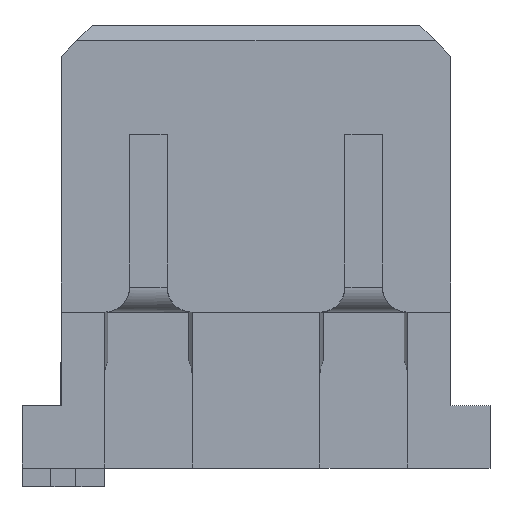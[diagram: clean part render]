
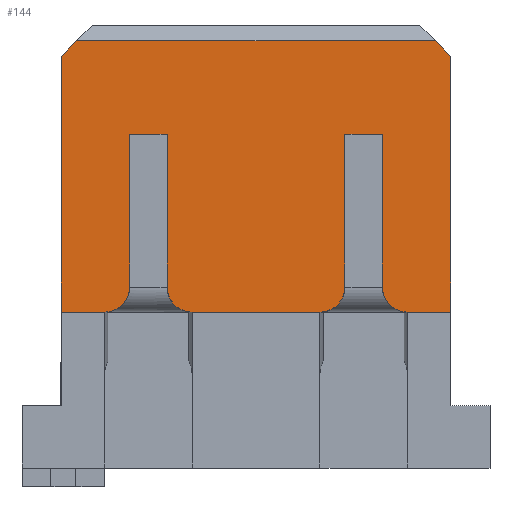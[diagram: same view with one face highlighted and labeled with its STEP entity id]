
A CAD part, top view. The second image highlights one B-rep face of the part: STEP entity #144.
In plain terms, the highlighted planar face has unit normal (0, 0, 1).
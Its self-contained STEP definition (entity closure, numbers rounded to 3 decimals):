
#32 = LINE ( 'NONE', #990, #1990 ) ;
#39 = VECTOR ( 'NONE', #2758, 1000. ) ;
#56 = CARTESIAN_POINT ( 'NONE',  ( 3.174, -3.8, 2.85 ) ) ;
#68 = AXIS2_PLACEMENT_3D ( 'NONE', #755, #288, #1248 ) ;
#71 = DIRECTION ( 'NONE',  ( 0., 1., 0. ) ) ;
#74 = EDGE_LOOP ( 'NONE', ( #261, #1278, #658, #278, #1057, #2058, #166, #412, #2174, #255, #1043, #1288, #1495, #1282, #3084, #1830, #3069, #2914 ) ) ;
#86 = EDGE_CURVE ( 'NONE', #1756, #2946, #523, .T. ) ;
#120 = AXIS2_PLACEMENT_3D ( 'NONE', #818, #1788, #1297 ) ;
#134 = VECTOR ( 'NONE', #2306, 1000. ) ;
#144 = ADVANCED_FACE ( 'NONE', ( #2010 ), #340, .T. ) ;
#166 = ORIENTED_EDGE ( 'NONE', *, *, #1190, .T. ) ;
#190 = VECTOR ( 'NONE', #1517, 1000. ) ;
#255 = ORIENTED_EDGE ( 'NONE', *, *, #1309, .T. ) ;
#261 = ORIENTED_EDGE ( 'NONE', *, *, #1843, .T. ) ;
#269 = DIRECTION ( 'NONE',  ( -1., 0., 0. ) ) ;
#277 = VERTEX_POINT ( 'NONE', #470 ) ;
#278 = ORIENTED_EDGE ( 'NONE', *, *, #1734, .T. ) ;
#281 = CARTESIAN_POINT ( 'NONE',  ( 4.374, 0., 2.85 ) ) ;
#288 = DIRECTION ( 'NONE',  ( 0., 0., 1. ) ) ;
#340 = PLANE ( 'NONE',  #120 ) ;
#371 = VERTEX_POINT ( 'NONE', #2137 ) ;
#372 = DIRECTION ( 'NONE',  ( 0., 0., 1. ) ) ;
#412 = ORIENTED_EDGE ( 'NONE', *, *, #1671, .T. ) ;
#439 = EDGE_CURVE ( 'NONE', #3041, #1756, #1008, .T. ) ;
#441 = LINE ( 'NONE', #1430, #681 ) ;
#470 = CARTESIAN_POINT ( 'NONE',  ( 2.374, -4.6, 2.85 ) ) ;
#491 = DIRECTION ( 'NONE',  ( -0.707, -0.707, 0. ) ) ;
#493 = CARTESIAN_POINT ( 'NONE',  ( 0.324, -4.6, 2.85 ) ) ;
#499 = LINE ( 'NONE', #3093, #1241 ) ;
#522 = LINE ( 'NONE', #1510, #39 ) ;
#523 = LINE ( 'NONE', #493, #2520 ) ;
#528 = CARTESIAN_POINT ( 'NONE',  ( -5.426, 4.1, 2.85 ) ) ;
#551 = VERTEX_POINT ( 'NONE', #1577 ) ;
#559 = LINE ( 'NONE', #281, #2340 ) ;
#571 = CARTESIAN_POINT ( 'NONE',  ( -2.526, -3.8, 2.85 ) ) ;
#599 = DIRECTION ( 'NONE',  ( 0., 1., 0. ) ) ;
#600 = CARTESIAN_POINT ( 'NONE',  ( -4.526, -3.8, 2.85 ) ) ;
#619 = DIRECTION ( 'NONE',  ( 0., 1., 0. ) ) ;
#622 = CARTESIAN_POINT ( 'NONE',  ( -3.726, -3.8, 2.85 ) ) ;
#658 = ORIENTED_EDGE ( 'NONE', *, *, #843, .T. ) ;
#681 = VECTOR ( 'NONE', #269, 1000. ) ;
#705 = EDGE_CURVE ( 'NONE', #2484, #371, #989, .T. ) ;
#706 = VERTEX_POINT ( 'NONE', #1943 ) ;
#725 = CARTESIAN_POINT ( 'NONE',  ( -4.601, 4.925, 2.85 ) ) ;
#733 = DIRECTION ( 'NONE',  ( -1., 0., 0. ) ) ;
#755 = CARTESIAN_POINT ( 'NONE',  ( -1.726, -3.8, 2.85 ) ) ;
#791 = CARTESIAN_POINT ( 'NONE',  ( -3.726, 0., 2.85 ) ) ;
#810 = CARTESIAN_POINT ( 'NONE',  ( 2.374, -3.8, 2.85 ) ) ;
#818 = CARTESIAN_POINT ( 'NONE',  ( 0.324, 0., 2.85 ) ) ;
#824 = DIRECTION ( 'NONE',  ( 0., 1., 0. ) ) ;
#843 = EDGE_CURVE ( 'NONE', #2741, #911, #2145, .T. ) ;
#911 = VERTEX_POINT ( 'NONE', #2580 ) ;
#925 = CIRCLE ( 'NONE', #2633, 0.8 ) ;
#989 = LINE ( 'NONE', #1529, #2878 ) ;
#990 = CARTESIAN_POINT ( 'NONE',  ( 5.249, 4.925, 2.85 ) ) ;
#994 = VECTOR ( 'NONE', #619, 1000. ) ;
#1008 = LINE ( 'NONE', #1736, #1212 ) ;
#1043 = ORIENTED_EDGE ( 'NONE', *, *, #2688, .F. ) ;
#1057 = ORIENTED_EDGE ( 'NONE', *, *, #1362, .F. ) ;
#1084 = CARTESIAN_POINT ( 'NONE',  ( -2.526, 0., 2.85 ) ) ;
#1102 = CARTESIAN_POINT ( 'NONE',  ( 4.374, -3.8, 2.85 ) ) ;
#1122 = VERTEX_POINT ( 'NONE', #2607 ) ;
#1130 = VERTEX_POINT ( 'NONE', #3082 ) ;
#1190 = EDGE_CURVE ( 'NONE', #2509, #1122, #1261, .T. ) ;
#1200 = DIRECTION ( 'NONE',  ( 0., -1., 0. ) ) ;
#1212 = VECTOR ( 'NONE', #1200, 1000. ) ;
#1241 = VECTOR ( 'NONE', #733, 1000. ) ;
#1248 = DIRECTION ( 'NONE',  ( 0., 1., 0. ) ) ;
#1261 = LINE ( 'NONE', #791, #1720 ) ;
#1278 = ORIENTED_EDGE ( 'NONE', *, *, #2316, .T. ) ;
#1282 = ORIENTED_EDGE ( 'NONE', *, *, #705, .T. ) ;
#1288 = ORIENTED_EDGE ( 'NONE', *, *, #1897, .T. ) ;
#1297 = DIRECTION ( 'NONE',  ( 0., 1., 0. ) ) ;
#1309 = EDGE_CURVE ( 'NONE', #2772, #1955, #1411, .T. ) ;
#1330 = DIRECTION ( 'NONE',  ( 0., 0., 1. ) ) ;
#1334 = LINE ( 'NONE', #1549, #134 ) ;
#1362 = EDGE_CURVE ( 'NONE', #706, #1130, #499, .T. ) ;
#1411 = CIRCLE ( 'NONE', #68, 0.8 ) ;
#1426 = LINE ( 'NONE', #2106, #2416 ) ;
#1430 = CARTESIAN_POINT ( 'NONE',  ( 0.324, 4.1, 2.85 ) ) ;
#1450 = EDGE_CURVE ( 'NONE', #2229, #2946, #2696, .T. ) ;
#1458 = DIRECTION ( 'NONE',  ( -1., 0., 0. ) ) ;
#1481 = CARTESIAN_POINT ( 'NONE',  ( 6.074, 4.1, 2.85 ) ) ;
#1488 = DIRECTION ( 'NONE',  ( 0., 1., 0. ) ) ;
#1495 = ORIENTED_EDGE ( 'NONE', *, *, #2153, .T. ) ;
#1510 = CARTESIAN_POINT ( 'NONE',  ( 3.174, 0., 2.85 ) ) ;
#1516 = DIRECTION ( 'NONE',  ( 0., 0., 1. ) ) ;
#1517 = DIRECTION ( 'NONE',  ( -1., 0., 0. ) ) ;
#1529 = CARTESIAN_POINT ( 'NONE',  ( -4.08, 1.1, 2.85 ) ) ;
#1542 = CARTESIAN_POINT ( 'NONE',  ( -1.726, -4.6, 2.85 ) ) ;
#1549 = CARTESIAN_POINT ( 'NONE',  ( -4.08, 1.1, 2.85 ) ) ;
#1577 = CARTESIAN_POINT ( 'NONE',  ( -2.526, 1.1, 2.85 ) ) ;
#1594 = AXIS2_PLACEMENT_3D ( 'NONE', #2261, #1516, #1732 ) ;
#1607 = VERTEX_POINT ( 'NONE', #56 ) ;
#1637 = CARTESIAN_POINT ( 'NONE',  ( 6.574, -4.6, 2.85 ) ) ;
#1671 = EDGE_CURVE ( 'NONE', #1122, #551, #1334, .T. ) ;
#1720 = VECTOR ( 'NONE', #1488, 1000. ) ;
#1732 = DIRECTION ( 'NONE',  ( 0., 1., 0. ) ) ;
#1734 = EDGE_CURVE ( 'NONE', #911, #1130, #1426, .T. ) ;
#1736 = CARTESIAN_POINT ( 'NONE',  ( 6.574, 0., 2.85 ) ) ;
#1756 = VERTEX_POINT ( 'NONE', #1637 ) ;
#1788 = DIRECTION ( 'NONE',  ( 0., 0., 1. ) ) ;
#1830 = ORIENTED_EDGE ( 'NONE', *, *, #1450, .T. ) ;
#1840 = CARTESIAN_POINT ( 'NONE',  ( 3.174, 1.1, 2.85 ) ) ;
#1843 = EDGE_CURVE ( 'NONE', #3041, #1862, #32, .T. ) ;
#1862 = VERTEX_POINT ( 'NONE', #1481 ) ;
#1897 = EDGE_CURVE ( 'NONE', #277, #1607, #925, .T. ) ;
#1943 = CARTESIAN_POINT ( 'NONE',  ( -4.526, -4.6, 2.85 ) ) ;
#1955 = VERTEX_POINT ( 'NONE', #1542 ) ;
#1990 = VECTOR ( 'NONE', #2719, 1000. ) ;
#2010 = FACE_OUTER_BOUND ( 'NONE', #74, .T. ) ;
#2058 = ORIENTED_EDGE ( 'NONE', *, *, #2879, .T. ) ;
#2106 = CARTESIAN_POINT ( 'NONE',  ( -5.926, 0., 2.85 ) ) ;
#2137 = CARTESIAN_POINT ( 'NONE',  ( 4.374, 1.1, 2.85 ) ) ;
#2145 = LINE ( 'NONE', #725, #2325 ) ;
#2153 = EDGE_CURVE ( 'NONE', #1607, #2484, #522, .T. ) ;
#2174 = ORIENTED_EDGE ( 'NONE', *, *, #2900, .F. ) ;
#2229 = VERTEX_POINT ( 'NONE', #1102 ) ;
#2261 = CARTESIAN_POINT ( 'NONE',  ( 5.174, -3.8, 2.85 ) ) ;
#2306 = DIRECTION ( 'NONE',  ( 1., 0., 0. ) ) ;
#2316 = EDGE_CURVE ( 'NONE', #1862, #2741, #441, .T. ) ;
#2325 = VECTOR ( 'NONE', #491, 1000. ) ;
#2340 = VECTOR ( 'NONE', #71, 1000. ) ;
#2416 = VECTOR ( 'NONE', #2857, 1000. ) ;
#2431 = LINE ( 'NONE', #2705, #190 ) ;
#2432 = CARTESIAN_POINT ( 'NONE',  ( 6.574, 3.6, 2.85 ) ) ;
#2449 = DIRECTION ( 'NONE',  ( 1., 0., 0. ) ) ;
#2484 = VERTEX_POINT ( 'NONE', #1840 ) ;
#2509 = VERTEX_POINT ( 'NONE', #622 ) ;
#2520 = VECTOR ( 'NONE', #1458, 1000. ) ;
#2580 = CARTESIAN_POINT ( 'NONE',  ( -5.926, 3.6, 2.85 ) ) ;
#2607 = CARTESIAN_POINT ( 'NONE',  ( -3.726, 1.1, 2.85 ) ) ;
#2633 = AXIS2_PLACEMENT_3D ( 'NONE', #810, #372, #599 ) ;
#2668 = EDGE_CURVE ( 'NONE', #2229, #371, #559, .T. ) ;
#2688 = EDGE_CURVE ( 'NONE', #277, #1955, #2431, .T. ) ;
#2696 = CIRCLE ( 'NONE', #1594, 0.8 ) ;
#2705 = CARTESIAN_POINT ( 'NONE',  ( 0.324, -4.6, 2.85 ) ) ;
#2719 = DIRECTION ( 'NONE',  ( -0.707, 0.707, 0. ) ) ;
#2741 = VERTEX_POINT ( 'NONE', #528 ) ;
#2758 = DIRECTION ( 'NONE',  ( 0., 1., 0. ) ) ;
#2772 = VERTEX_POINT ( 'NONE', #571 ) ;
#2795 = LINE ( 'NONE', #1084, #994 ) ;
#2857 = DIRECTION ( 'NONE',  ( 0., -1., 0. ) ) ;
#2869 = CARTESIAN_POINT ( 'NONE',  ( 5.174, -4.6, 2.85 ) ) ;
#2878 = VECTOR ( 'NONE', #2449, 1000. ) ;
#2879 = EDGE_CURVE ( 'NONE', #706, #2509, #3006, .T. ) ;
#2900 = EDGE_CURVE ( 'NONE', #2772, #551, #2795, .T. ) ;
#2914 = ORIENTED_EDGE ( 'NONE', *, *, #439, .F. ) ;
#2946 = VERTEX_POINT ( 'NONE', #2869 ) ;
#3006 = CIRCLE ( 'NONE', #3053, 0.8 ) ;
#3041 = VERTEX_POINT ( 'NONE', #2432 ) ;
#3053 = AXIS2_PLACEMENT_3D ( 'NONE', #600, #1330, #824 ) ;
#3069 = ORIENTED_EDGE ( 'NONE', *, *, #86, .F. ) ;
#3082 = CARTESIAN_POINT ( 'NONE',  ( -5.926, -4.6, 2.85 ) ) ;
#3084 = ORIENTED_EDGE ( 'NONE', *, *, #2668, .F. ) ;
#3093 = CARTESIAN_POINT ( 'NONE',  ( 0.324, -4.6, 2.85 ) ) ;
